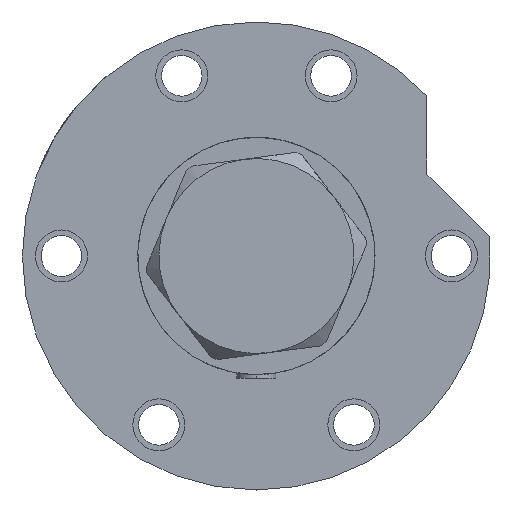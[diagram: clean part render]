
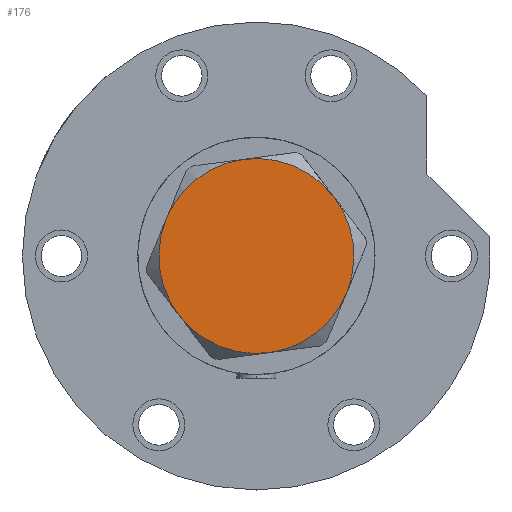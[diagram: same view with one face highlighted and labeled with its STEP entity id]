
A CAD part, left-side view. The second image highlights one B-rep face of the part: STEP entity #176.
In plain terms, the highlighted face is planar.
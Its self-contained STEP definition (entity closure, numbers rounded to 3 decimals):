
#58 = ORIENTED_EDGE ( 'NONE', *, *, #1303, .T. ) ;
#59 = DIRECTION ( 'NONE',  ( 0., 0., 1. ) ) ;
#176 = ADVANCED_FACE ( 'NONE', ( #2989 ), #3598, .T. ) ;
#181 = AXIS2_PLACEMENT_3D ( 'NONE', #1178, #236, #3658 ) ;
#236 = DIRECTION ( 'NONE',  ( 0., 0., 1. ) ) ;
#266 = AXIS2_PLACEMENT_3D ( 'NONE', #3055, #59, #4997 ) ;
#283 = CIRCLE ( 'NONE', #181, 30. ) ;
#552 = DIRECTION ( 'NONE',  ( 1., 0., 0. ) ) ;
#559 = EDGE_CURVE ( 'NONE', #3328, #6001, #1938, .T. ) ;
#723 = CARTESIAN_POINT ( 'NONE',  ( -15., 25.981, 14.5 ) ) ;
#913 = AXIS2_PLACEMENT_3D ( 'NONE', #1067, #4586, #552 ) ;
#1014 = ORIENTED_EDGE ( 'NONE', *, *, #2760, .T. ) ;
#1025 = VERTEX_POINT ( 'NONE', #5301 ) ;
#1067 = CARTESIAN_POINT ( 'NONE',  ( 0., 0., 14.5 ) ) ;
#1117 = DIRECTION ( 'NONE',  ( 1., 0., 0. ) ) ;
#1143 = ORIENTED_EDGE ( 'NONE', *, *, #3191, .T. ) ;
#1178 = CARTESIAN_POINT ( 'NONE',  ( 0., 0., 14.5 ) ) ;
#1303 = EDGE_CURVE ( 'NONE', #1025, #3166, #1414, .T. ) ;
#1370 = CARTESIAN_POINT ( 'NONE',  ( -30., 0., 14.5 ) ) ;
#1414 = CIRCLE ( 'NONE', #5812, 30. ) ;
#1515 = DIRECTION ( 'NONE',  ( 1., 0., 0. ) ) ;
#1786 = ORIENTED_EDGE ( 'NONE', *, *, #559, .T. ) ;
#1938 = CIRCLE ( 'NONE', #3597, 30. ) ;
#1962 = CIRCLE ( 'NONE', #913, 30. ) ;
#2090 = DIRECTION ( 'NONE',  ( 0., 0., 1. ) ) ;
#2639 = VERTEX_POINT ( 'NONE', #1370 ) ;
#2760 = EDGE_CURVE ( 'NONE', #4710, #3328, #2808, .T. ) ;
#2808 = CIRCLE ( 'NONE', #6405, 30. ) ;
#2878 = CARTESIAN_POINT ( 'NONE',  ( 15., 25.981, 14.5 ) ) ;
#2973 = CARTESIAN_POINT ( 'NONE',  ( 0., 0., 14.5 ) ) ;
#2989 = FACE_OUTER_BOUND ( 'NONE', #6046, .T. ) ;
#3037 = CARTESIAN_POINT ( 'NONE',  ( 0., 0., 14.5 ) ) ;
#3055 = CARTESIAN_POINT ( 'NONE',  ( 0., 0., 14.5 ) ) ;
#3166 = VERTEX_POINT ( 'NONE', #5626 ) ;
#3191 = EDGE_CURVE ( 'NONE', #6001, #2639, #283, .T. ) ;
#3217 = ORIENTED_EDGE ( 'NONE', *, *, #4743, .T. ) ;
#3328 = VERTEX_POINT ( 'NONE', #2878 ) ;
#3414 = AXIS2_PLACEMENT_3D ( 'NONE', #4745, #6111, #1117 ) ;
#3424 = DIRECTION ( 'NONE',  ( 1., 0., 0. ) ) ;
#3597 = AXIS2_PLACEMENT_3D ( 'NONE', #5076, #2090, #3424 ) ;
#3598 = PLANE ( 'NONE',  #266 ) ;
#3658 = DIRECTION ( 'NONE',  ( 1., 0., 0. ) ) ;
#3671 = ORIENTED_EDGE ( 'NONE', *, *, #4525, .T. ) ;
#4015 = DIRECTION ( 'NONE',  ( 1., 0., 0. ) ) ;
#4525 = EDGE_CURVE ( 'NONE', #2639, #1025, #1962, .T. ) ;
#4586 = DIRECTION ( 'NONE',  ( 0., 0., 1. ) ) ;
#4710 = VERTEX_POINT ( 'NONE', #5662 ) ;
#4743 = EDGE_CURVE ( 'NONE', #3166, #4710, #6240, .T. ) ;
#4745 = CARTESIAN_POINT ( 'NONE',  ( 0., 0., 14.5 ) ) ;
#4997 = DIRECTION ( 'NONE',  ( 1., 0., 0. ) ) ;
#5076 = CARTESIAN_POINT ( 'NONE',  ( 0., 0., 14.5 ) ) ;
#5301 = CARTESIAN_POINT ( 'NONE',  ( -15., -25.981, 14.5 ) ) ;
#5450 = DIRECTION ( 'NONE',  ( 0., 0., 1. ) ) ;
#5626 = CARTESIAN_POINT ( 'NONE',  ( 15., -25.981, 14.5 ) ) ;
#5662 = CARTESIAN_POINT ( 'NONE',  ( 30., 0., 14.5 ) ) ;
#5812 = AXIS2_PLACEMENT_3D ( 'NONE', #2973, #5983, #4015 ) ;
#5983 = DIRECTION ( 'NONE',  ( 0., 0., 1. ) ) ;
#6001 = VERTEX_POINT ( 'NONE', #723 ) ;
#6046 = EDGE_LOOP ( 'NONE', ( #3217, #1014, #1786, #1143, #3671, #58 ) ) ;
#6111 = DIRECTION ( 'NONE',  ( 0., 0., 1. ) ) ;
#6240 = CIRCLE ( 'NONE', #3414, 30. ) ;
#6405 = AXIS2_PLACEMENT_3D ( 'NONE', #3037, #5450, #1515 ) ;
